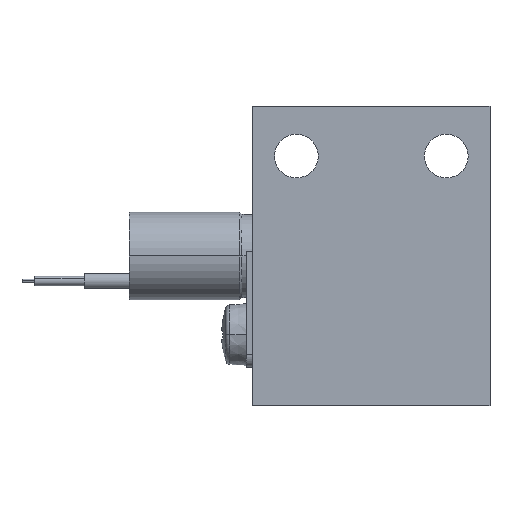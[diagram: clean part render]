
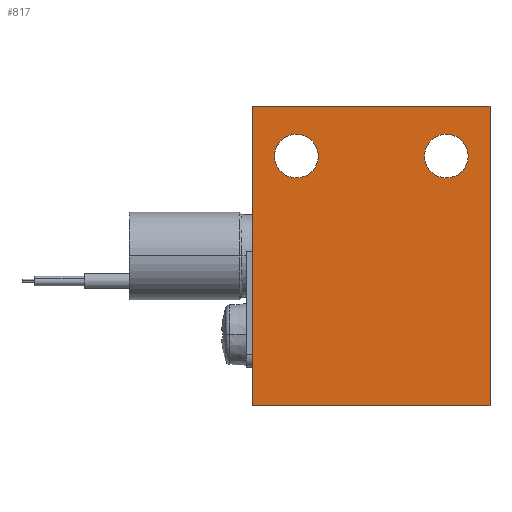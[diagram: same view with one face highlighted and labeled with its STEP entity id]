
A CAD part, left-side view. The second image highlights one B-rep face of the part: STEP entity #817.
In plain terms, the highlighted planar face has unit normal (-1, 0, 0).
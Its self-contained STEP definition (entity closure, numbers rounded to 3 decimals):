
#155 = CIRCLE ( 'NONE', #4930, 1.75 ) ;
#203 = CARTESIAN_POINT ( 'NONE',  ( -5., 0., 12. ) ) ;
#386 = DIRECTION ( 'NONE',  ( 0., -1., 0. ) ) ;
#454 = DIRECTION ( 'NONE',  ( 0., -1., 0. ) ) ;
#628 = EDGE_LOOP ( 'NONE', ( #631, #5664 ) ) ;
#631 = ORIENTED_EDGE ( 'NONE', *, *, #8499, .T. ) ;
#817 = ADVANCED_FACE ( 'NONE', ( #7525, #3744, #9146 ), #7357, .F. ) ;
#1078 = DIRECTION ( 'NONE',  ( 0., 1., 0. ) ) ;
#1202 = VERTEX_POINT ( 'NONE', #5911 ) ;
#1353 = CARTESIAN_POINT ( 'NONE',  ( -5., 15.5, 8. ) ) ;
#1480 = ORIENTED_EDGE ( 'NONE', *, *, #7845, .T. ) ;
#1664 = CARTESIAN_POINT ( 'NONE',  ( -5., 19., -12. ) ) ;
#2033 = DIRECTION ( 'NONE',  ( 0., -1., 0. ) ) ;
#2093 = VERTEX_POINT ( 'NONE', #3314 ) ;
#2101 = VERTEX_POINT ( 'NONE', #7606 ) ;
#2278 = AXIS2_PLACEMENT_3D ( 'NONE', #5232, #4693, #454 ) ;
#2631 = LINE ( 'NONE', #6118, #4160 ) ;
#2712 = DIRECTION ( 'NONE',  ( 1., 0., 0. ) ) ;
#2765 = CIRCLE ( 'NONE', #3685, 1.75 ) ;
#2802 = ORIENTED_EDGE ( 'NONE', *, *, #4769, .T. ) ;
#2945 = ORIENTED_EDGE ( 'NONE', *, *, #7104, .F. ) ;
#3155 = CARTESIAN_POINT ( 'NONE',  ( -5., 19., 12. ) ) ;
#3314 = CARTESIAN_POINT ( 'NONE',  ( -5., 5.25, 8. ) ) ;
#3423 = LINE ( 'NONE', #5347, #6088 ) ;
#3532 = VERTEX_POINT ( 'NONE', #4648 ) ;
#3685 = AXIS2_PLACEMENT_3D ( 'NONE', #8985, #5523, #4078 ) ;
#3744 = FACE_BOUND ( 'NONE', #4615, .T. ) ;
#3931 = VERTEX_POINT ( 'NONE', #3155 ) ;
#3979 = CARTESIAN_POINT ( 'NONE',  ( -5., 0., 12. ) ) ;
#4015 = DIRECTION ( 'NONE',  ( 0., 0., -1. ) ) ;
#4078 = DIRECTION ( 'NONE',  ( 0., -1., 0. ) ) ;
#4160 = VECTOR ( 'NONE', #6733, 1000. ) ;
#4190 = DIRECTION ( 'NONE',  ( 0., -1., 0. ) ) ;
#4447 = LINE ( 'NONE', #5869, #7330 ) ;
#4491 = DIRECTION ( 'NONE',  ( 0., 1., 0. ) ) ;
#4615 = EDGE_LOOP ( 'NONE', ( #4765, #7119 ) ) ;
#4648 = CARTESIAN_POINT ( 'NONE',  ( -5., 0., -12. ) ) ;
#4693 = DIRECTION ( 'NONE',  ( 1., 0., 0. ) ) ;
#4765 = ORIENTED_EDGE ( 'NONE', *, *, #8096, .T. ) ;
#4769 = EDGE_CURVE ( 'NONE', #3931, #7689, #3423, .T. ) ;
#4930 = AXIS2_PLACEMENT_3D ( 'NONE', #5579, #2712, #2033 ) ;
#5096 = CARTESIAN_POINT ( 'NONE',  ( -5., 0., -12. ) ) ;
#5169 = DIRECTION ( 'NONE',  ( 1., 0., 0. ) ) ;
#5232 = CARTESIAN_POINT ( 'NONE',  ( -5., 3.5, 8. ) ) ;
#5347 = CARTESIAN_POINT ( 'NONE',  ( -5., 19., 12. ) ) ;
#5471 = ORIENTED_EDGE ( 'NONE', *, *, #6243, .F. ) ;
#5523 = DIRECTION ( 'NONE',  ( 1., 0., 0. ) ) ;
#5579 = CARTESIAN_POINT ( 'NONE',  ( -5., 15.5, 8. ) ) ;
#5664 = ORIENTED_EDGE ( 'NONE', *, *, #8937, .T. ) ;
#5869 = CARTESIAN_POINT ( 'NONE',  ( -5., 0., 12. ) ) ;
#5911 = CARTESIAN_POINT ( 'NONE',  ( -5., 13.75, 8. ) ) ;
#6088 = VECTOR ( 'NONE', #4015, 1000. ) ;
#6118 = CARTESIAN_POINT ( 'NONE',  ( -5., 0., 12. ) ) ;
#6235 = AXIS2_PLACEMENT_3D ( 'NONE', #1353, #7835, #4190 ) ;
#6243 = EDGE_CURVE ( 'NONE', #7363, #3532, #2631, .T. ) ;
#6722 = EDGE_CURVE ( 'NONE', #2101, #1202, #155, .T. ) ;
#6733 = DIRECTION ( 'NONE',  ( 0., 0., -1. ) ) ;
#6918 = LINE ( 'NONE', #5096, #8460 ) ;
#6927 = CIRCLE ( 'NONE', #2278, 1.75 ) ;
#7104 = EDGE_CURVE ( 'NONE', #3532, #7689, #6918, .T. ) ;
#7119 = ORIENTED_EDGE ( 'NONE', *, *, #6722, .T. ) ;
#7209 = CIRCLE ( 'NONE', #6235, 1.75 ) ;
#7330 = VECTOR ( 'NONE', #1078, 1000. ) ;
#7357 = PLANE ( 'NONE',  #8109 ) ;
#7363 = VERTEX_POINT ( 'NONE', #3979 ) ;
#7525 = FACE_BOUND ( 'NONE', #628, .T. ) ;
#7606 = CARTESIAN_POINT ( 'NONE',  ( -5., 17.25, 8. ) ) ;
#7689 = VERTEX_POINT ( 'NONE', #1664 ) ;
#7835 = DIRECTION ( 'NONE',  ( 1., 0., 0. ) ) ;
#7845 = EDGE_CURVE ( 'NONE', #7363, #3931, #4447, .T. ) ;
#8096 = EDGE_CURVE ( 'NONE', #1202, #2101, #7209, .T. ) ;
#8109 = AXIS2_PLACEMENT_3D ( 'NONE', #203, #5169, #386 ) ;
#8243 = VERTEX_POINT ( 'NONE', #8553 ) ;
#8460 = VECTOR ( 'NONE', #4491, 1000. ) ;
#8499 = EDGE_CURVE ( 'NONE', #8243, #2093, #2765, .T. ) ;
#8553 = CARTESIAN_POINT ( 'NONE',  ( -5., 1.75, 8. ) ) ;
#8937 = EDGE_CURVE ( 'NONE', #2093, #8243, #6927, .T. ) ;
#8985 = CARTESIAN_POINT ( 'NONE',  ( -5., 3.5, 8. ) ) ;
#9121 = EDGE_LOOP ( 'NONE', ( #2802, #2945, #5471, #1480 ) ) ;
#9146 = FACE_OUTER_BOUND ( 'NONE', #9121, .T. ) ;
